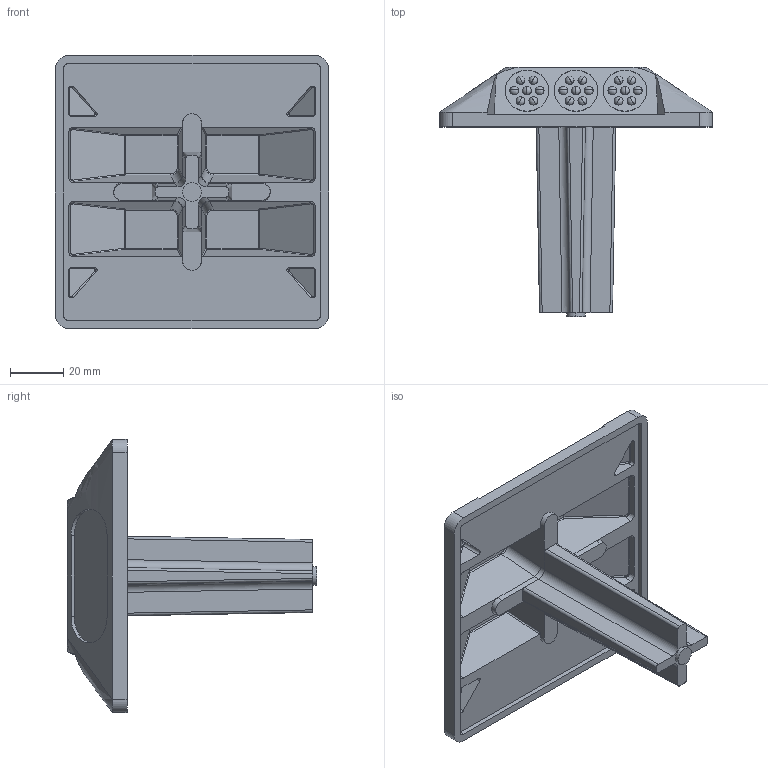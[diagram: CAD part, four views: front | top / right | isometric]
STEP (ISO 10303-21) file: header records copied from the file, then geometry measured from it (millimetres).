
FILE_DESCRIPTION (( 'STEP AP214' ), '1' );
FILE_NAME ('MK 103x103_mit_Dollen_ZSB.STEP', '2021-02-05T11:36:20', ( 'Huth' ), ( '' ), 'SwSTEP 2.0', 'SolidWorks 2020', '' );
FILE_SCHEMA (( 'AUTOMOTIVE_DESIGN' ));
Length unit declared in the file: millimetre
Products named in the file (3): MK 103x103_mit_Dollen_ZSB; MK 103x103 mit Dollen_Alu; MK 103x103_Linseneinsatz
Assembly tree (7 placements, depth 2):
  MK 103x103_mit_Dollen_ZSB
    MK 103x103 mit Dollen_Alu
    MK 103x103_Linseneinsatz  x6
Bounding box: 103 x 94 x 103 mm (x, y, z)
Volume: 106148.9 mm3; surface area: 45312.7 mm2
Topology: 7 solids, 7 shells, 412 faces, 961 edges, 614 vertices
Faces by surface type: plane 125, cylinder 112, sphere 96, bspline 71, cone 8
Entity records: 12391 total; most frequent: CARTESIAN_POINT 5259, ORIENTED_EDGE 1558, DIRECTION 1334, EDGE_CURVE 779, AXIS2_PLACEMENT_3D 491, VERTEX_POINT 489, LINE 352, VECTOR 352
